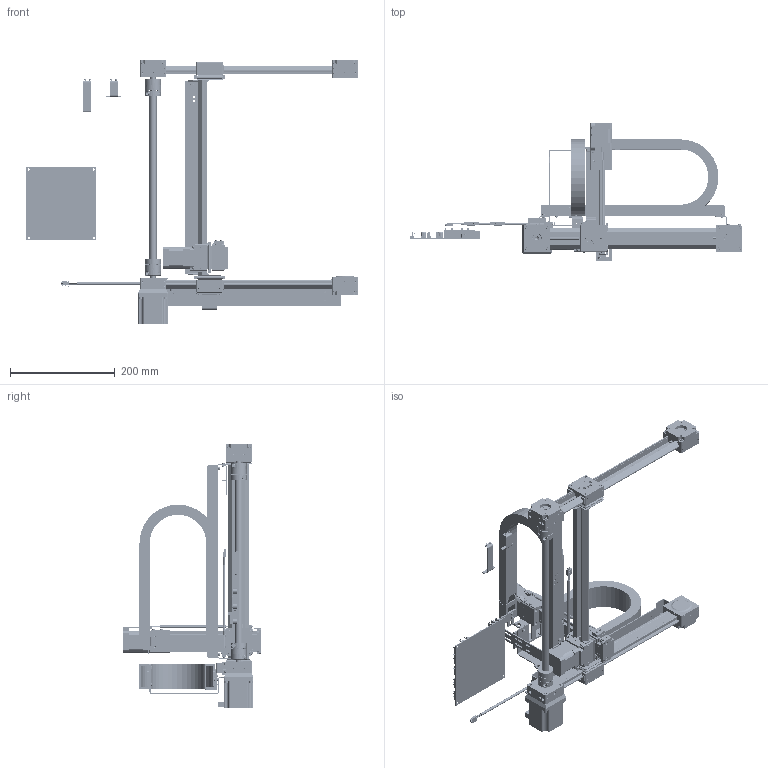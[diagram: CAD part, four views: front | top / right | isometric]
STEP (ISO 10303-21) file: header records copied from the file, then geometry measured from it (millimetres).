
FILE_DESCRIPTION(/* description */ ('STEP AP214'),/* implementation_level */ '2;1');
FILE_NAME(/* name */ '8184925_EXCL-15-200-300-Z1-100-GF-ST-R-1-EK-M6-AN',/* time_stamp */ '2024-08-28T12:20:17+02:00',/* author */ ('License CC BY-ND 4.0'),/* organization */ ('CADENAS'),/* preprocessor_version */ 'ST-DEVELOPER v19.3',/* originating_system */ 'PARTsolutions',/* authorisation */ ' ');
FILE_SCHEMA (('AUTOMOTIVE_DESIGN {1 0 10303 214 3 1 1}'));
Products named in the file (35): 8184925 EXCL-15-200-300-Z1-100-GF-ST-R-1-EK-M6-AN---(400_0_0_0_0_0); 8159775 EXCL-15-TB-200-R---(400_xl); 8159775 EXCL-15-300-Z1-R---(400_y); 8159775 EXCL-15---(400_s); 8159775 EXCL-15-100-R---(400_z); 8179654 EXCL-15---(400_mot); 8164605 EXCL-15-RP---(400_bracket); ISO 14580 M3x6; ISO 4032 - M3(F); 8183005 EXCL-15---(400_R_Y); Senkschraube ISO 14581 M3x8_F; 8183513 EXCL-15---(400); ISO 14579 M2x8(F); 8173737 EXCL-15---(400_w); ISO 14580 M2x4; 8166765 EXCL-15-RP-Z1-0-300---(400_rail); 8183005 EXCL-15---(108.13.5-0-300-175-0_ec); 8173738 EXCL-15---(400_w); 8166777 EXCL-15-TB---(400_bracket); 8183004 EXCL-15---(400_R_X); 8173037 EXCL-15-TB---(400); 562683 EAMC-30-32-10-14; 8159775 EXCL-15-300-Z1; 8159775 EXCL-15-TB-200-R---(400_xr); 8179657 EXCL-15---(400_mot); ISO 14579 M4x8(F); 8187170 EXCL-15-TB---(400_bracket); 8187171 EXCL-15-TB---(400_bracket); 8166758 EXCL-15-TB-200-0---(400_rail); 8183004 EXCL-15---(105.2-70.3-0-200-300-0_ec); 8180329 EXCL-15-RP---(400); ISO 14579 M2x6(F); ISO 4032 - M2(F); 8180320 EXCL-15-RP---(400); 8168593 CMXL-ST6-NE-C4-1-MP---(400)
Assembly tree (92 placements, depth 2):
  8184925 EXCL-15-200-300-Z1-100-GF-ST-R-1-EK-M6-AN---(400_0_0_0_0_0)
    8159775 EXCL-15-TB-200-R---(400_xl)
    8159775 EXCL-15-300-Z1-R---(400_y)
    8159775 EXCL-15---(400_s)
    8159775 EXCL-15-100-R---(400_z)
    8179654 EXCL-15---(400_mot)  x2
    8164605 EXCL-15-RP---(400_bracket)
    ISO 14580 M3x6  x14
    ISO 4032 - M3(F)  x12
    8183005 EXCL-15---(400_R_Y)  x2
    Senkschraube ISO 14581 M3x8_F  x8
    8183513 EXCL-15---(400)  x3
    ISO 14579 M2x8(F)  x6
    8173737 EXCL-15---(400_w)
    ISO 14580 M2x4  x8
    8166765 EXCL-15-RP-Z1-0-300---(400_rail)
    8183005 EXCL-15---(108.13.5-0-300-175-0_ec)
    8173738 EXCL-15---(400_w)
    8166777 EXCL-15-TB---(400_bracket)
    8183004 EXCL-15---(400_R_X)  x2
    8173037 EXCL-15-TB---(400)
    562683 EAMC-30-32-10-14  x2
    8159775 EXCL-15-300-Z1
    8159775 EXCL-15-TB-200-R---(400_xr)
    8179657 EXCL-15---(400_mot)
    ISO 14579 M4x8(F)  x4
    8187170 EXCL-15-TB---(400_bracket)
    8187171 EXCL-15-TB---(400_bracket)
    8166758 EXCL-15-TB-200-0---(400_rail)
    8183004 EXCL-15---(105.2-70.3-0-200-300-0_ec)
    8180329 EXCL-15-RP---(400)
    ISO 14579 M2x6(F)  x4
    ISO 4032 - M2(F)  x4
    8180320 EXCL-15-RP---(400)
    8168593 CMXL-ST6-NE-C4-1-MP---(400)
Bounding box: 632.5 x 262.5 x 501.8 mm (x, y, z)
Volume: 1847240.5 mm3; surface area: 869813.2 mm2
Topology: 92 solids, 94 shells, 8116 faces, 20890 edges, 13552 vertices
Faces by surface type: plane 4372, cylinder 2696, cone 879, torus 168, bspline 1
Full cylindrical faces by diameter (mm): 0.5 x6, 1.5 x3, 1.567 x56, 1.754 x8, 2 x56, 2.02 x6, 2.2 x8, 2.4 x12, 2.459 x84, 2.5 x2, 2.693 x14, 3 x30, 3.2 x28, 3.242 x12, 3.3 x14, 3.5 x2, 3.6 x30, 3.8 x10, 4 x10, 4.3 x4, 4.5 x1, 5 x57, 5.3 x5, 5.4 x5, 5.41 x8, 5.5 x12, 5.9 x4, 6 x24, 6.3 x1, 6.35 x3
Entity records: 200048 total; most frequent: CARTESIAN_POINT 31614, DIRECTION 29874, ORIENTED_EDGE 28676, EDGE_CURVE 14338, LINE 10054, VECTOR 10054, VERTEX_POINT 9916, AXIS2_PLACEMENT_3D 9910
